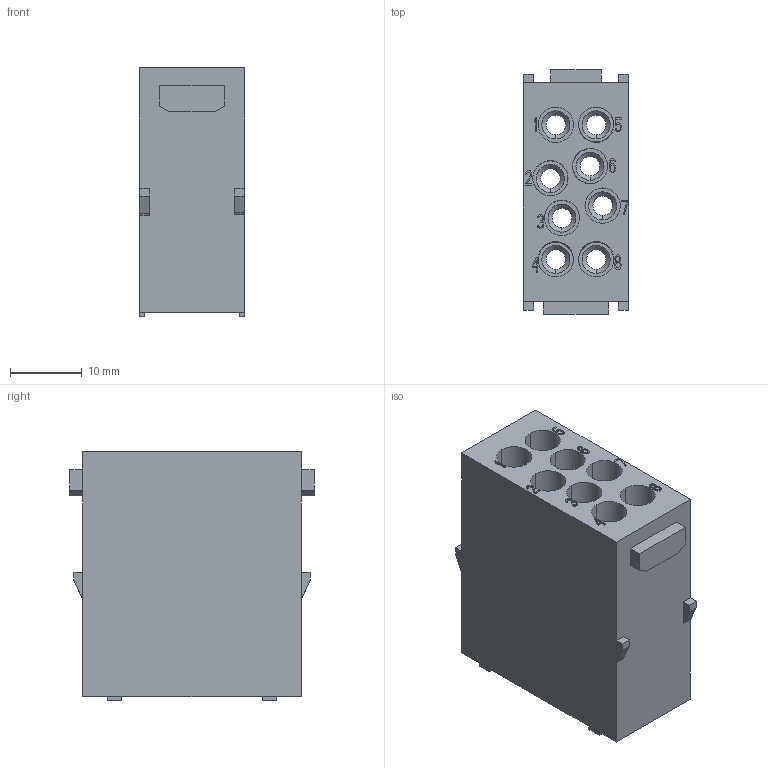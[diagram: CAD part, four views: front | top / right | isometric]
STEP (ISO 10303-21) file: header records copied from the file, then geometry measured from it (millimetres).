
FILE_DESCRIPTION((''),'2;1');
FILE_NAME('C','2017-06-07T',('tl.yang'),(''),'PRO/ENGINEER BY PARAMETRIC TECHNOLOGY CORPORATION, 2011500','PRO/ENGINEER BY PARAMETRIC TECHNOLOGY CORPORATION, 2011500','');
FILE_SCHEMA(('CONFIG_CONTROL_DESIGN'));
Length unit declared in the file: millimetre
Products named in the file (1): C
Bounding box: 14.6 x 34 x 34.7 mm (x, y, z)
Volume: 8174.3 mm3; surface area: 8081.7 mm2
Topology: 1 solids, 1 shells, 771 faces, 2142 edges, 1424 vertices
Faces by surface type: plane 674, cylinder 58, cone 18, torus 16, extrusion 5
Entity records: 24480 total; most frequent: CARTESIAN_POINT 4463, ORIENTED_EDGE 4284, DIRECTION 3853, EDGE_CURVE 2142, VECTOR 1953, LINE 1948, VERTEX_POINT 1424, AXIS2_PLACEMENT_3D 950
